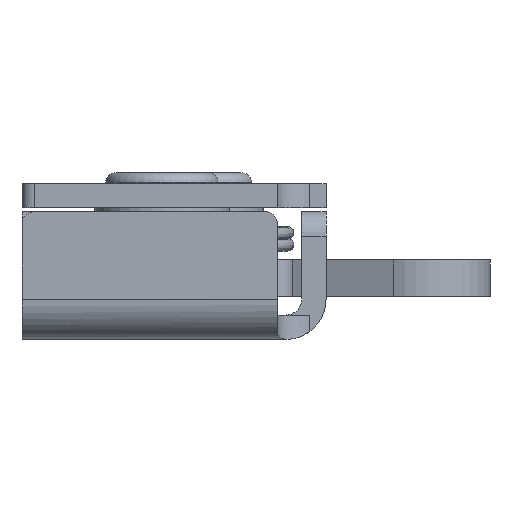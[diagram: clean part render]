
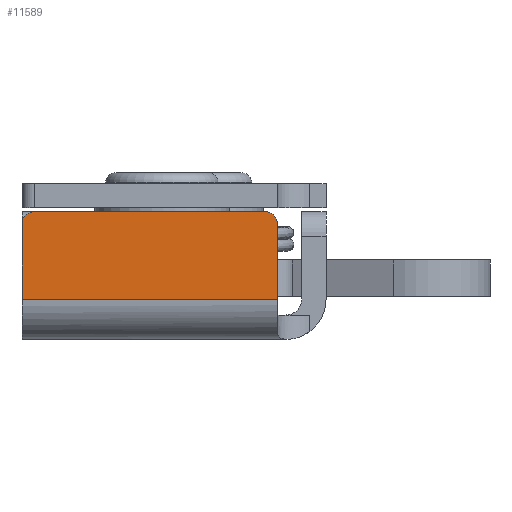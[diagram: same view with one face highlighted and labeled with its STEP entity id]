
A CAD part, left-side view. The second image highlights one B-rep face of the part: STEP entity #11589.
In plain terms, the highlighted planar face has unit normal (-1, 0, 0).
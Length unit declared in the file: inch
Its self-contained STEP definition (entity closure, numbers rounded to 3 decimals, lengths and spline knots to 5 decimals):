
#511=PLANE('',#12400);
#1062=FACE_OUTER_BOUND('',#1703,.T.);
#1703=EDGE_LOOP('',(#10032,#10033,#10034,#10035,#10036,#10037));
#2045=CIRCLE('',#12398,0.045);
#2046=CIRCLE('',#12401,0.045);
#3276=LINE('',#21617,#4383);
#3277=LINE('',#21622,#4384);
#3278=LINE('',#21624,#4385);
#3279=LINE('',#21625,#4386);
#4383=VECTOR('',#14954,0.3937);
#4384=VECTOR('',#14959,0.3937);
#4385=VECTOR('',#14960,0.3937);
#4386=VECTOR('',#14961,0.3937);
#5469=VERTEX_POINT('',#21607);
#5470=VERTEX_POINT('',#21609);
#5472=VERTEX_POINT('',#21615);
#5473=VERTEX_POINT('',#21619);
#5474=VERTEX_POINT('',#21621);
#5475=VERTEX_POINT('',#21623);
#7017=EDGE_CURVE('',#5470,#5469,#2045,.T.);
#7021=EDGE_CURVE('',#5472,#5469,#3276,.T.);
#7022=EDGE_CURVE('',#5472,#5473,#2046,.T.);
#7023=EDGE_CURVE('',#5474,#5473,#3277,.T.);
#7024=EDGE_CURVE('',#5474,#5475,#3278,.T.);
#7025=EDGE_CURVE('',#5475,#5470,#3279,.T.);
#10032=ORIENTED_EDGE('',*,*,#7017,.T.);
#10033=ORIENTED_EDGE('',*,*,#7021,.F.);
#10034=ORIENTED_EDGE('',*,*,#7022,.T.);
#10035=ORIENTED_EDGE('',*,*,#7023,.F.);
#10036=ORIENTED_EDGE('',*,*,#7024,.T.);
#10037=ORIENTED_EDGE('',*,*,#7025,.T.);
#11589=ADVANCED_FACE('',(#1062),#511,.F.);
#12398=AXIS2_PLACEMENT_3D('',#21610,#14947,#14948);
#12400=AXIS2_PLACEMENT_3D('',#21618,#14955,#14956);
#12401=AXIS2_PLACEMENT_3D('',#21620,#14957,#14958);
#14947=DIRECTION('center_axis',(-1.,0.,0.));
#14948=DIRECTION('ref_axis',(0.,-0.707,0.707));
#14954=DIRECTION('',(0.,-1.,0.));
#14955=DIRECTION('center_axis',(1.,0.,0.));
#14956=DIRECTION('ref_axis',(0.,0.,-1.));
#14957=DIRECTION('center_axis',(-1.,0.,0.));
#14958=DIRECTION('ref_axis',(0.,0.707,0.707));
#14959=DIRECTION('',(0.,0.,1.));
#14960=DIRECTION('',(0.,-1.,0.));
#14961=DIRECTION('',(0.,0.,1.));
#21607=CARTESIAN_POINT('',(-1.202,-0.3824,0.4722));
#21609=CARTESIAN_POINT('',(-1.202,-0.4274,0.4272));
#21610=CARTESIAN_POINT('Origin',(-1.202,-0.3824,0.4272));
#21615=CARTESIAN_POINT('',(-1.202,0.4727,0.4722));
#21617=CARTESIAN_POINT('',(-1.202,-0.4274,0.4722));
#21618=CARTESIAN_POINT('Origin',(-1.202,0.5177,0.));
#21619=CARTESIAN_POINT('',(-1.202,0.5177,0.4272));
#21620=CARTESIAN_POINT('Origin',(-1.202,0.4727,0.4272));
#21621=CARTESIAN_POINT('',(-1.202,0.5177,0.149));
#21622=CARTESIAN_POINT('',(-1.202,0.5177,0.));
#21623=CARTESIAN_POINT('',(-1.202,-0.4274,0.149));
#21624=CARTESIAN_POINT('',(-1.202,0.22068,0.149));
#21625=CARTESIAN_POINT('',(-1.202,-0.4274,0.));
